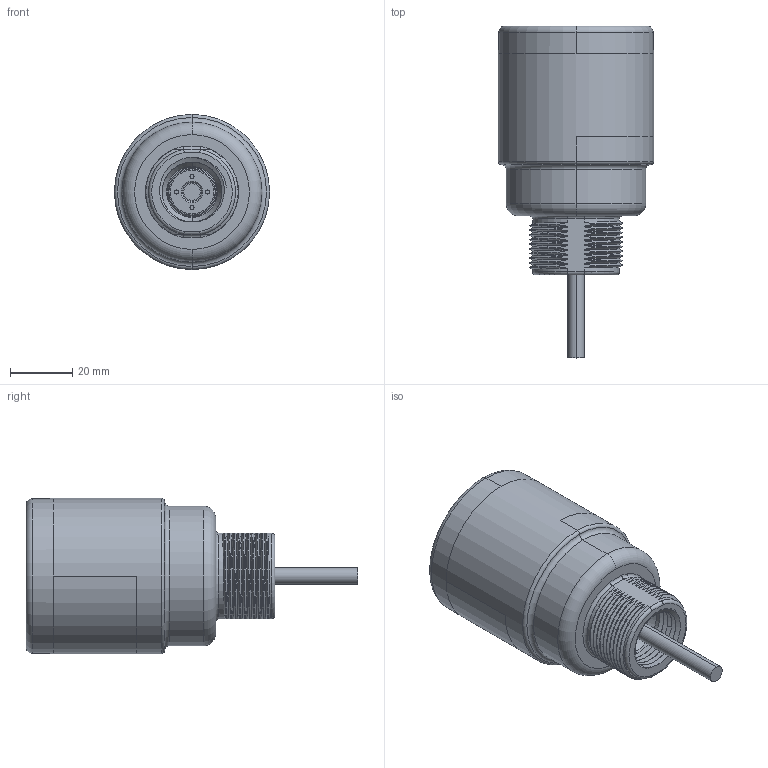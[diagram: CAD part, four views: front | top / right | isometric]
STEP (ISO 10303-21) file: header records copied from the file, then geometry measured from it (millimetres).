
FILE_DESCRIPTION((''),'2;1');
FILE_NAME('145179_SW','2009-02-10T',('banengservice'),('BANNER ENGINEERING'),'PRO/ENGINEER BY PARAMETRIC TECHNOLOGY CORPORATION, 2006170','PRO/ENGINEER BY PARAMETRIC TECHNOLOGY CORPORATION, 2006170','');
FILE_SCHEMA(('CONFIG_CONTROL_DESIGN'));
Length unit declared in the file: inch
Products named in the file (1): 145179_SW
Bounding box: 50 x 106.9 x 50 mm (x, y, z)
Volume: 45263.9 mm3; surface area: 38478 mm2
Topology: 2 solids, 2 shells, 410 faces, 1064 edges, 683 vertices
Faces by surface type: cylinder 142, plane 98, bspline 92, cone 42, torus 36
Entity records: 26912 total; most frequent: CARTESIAN_POINT 17579, ORIENTED_EDGE 2128, DIRECTION 1639, EDGE_CURVE 1064, VERTEX_POINT 683, AXIS2_PLACEMENT_3D 628, EDGE_LOOP 437, FACE_OUTER_BOUND 410
